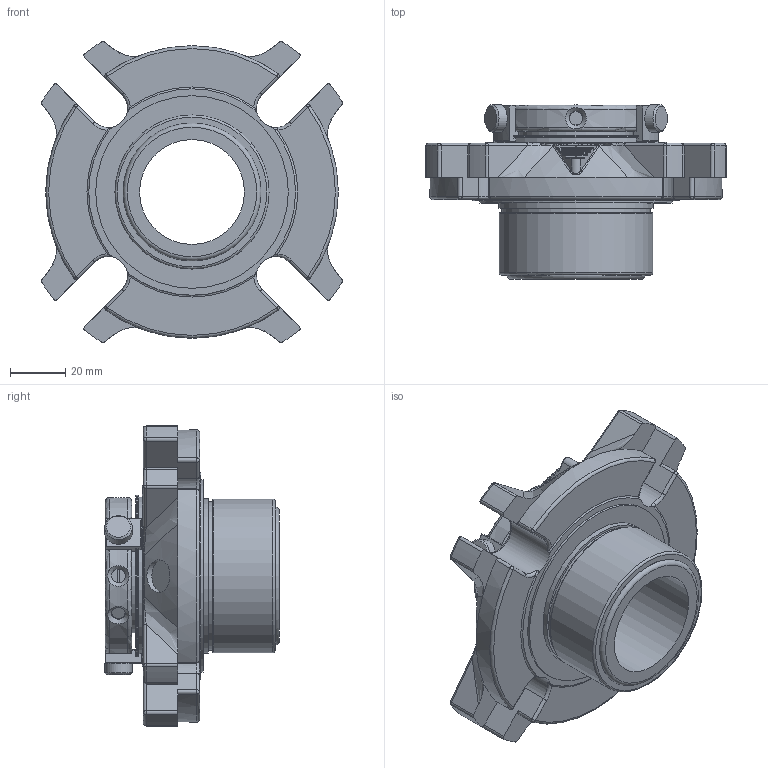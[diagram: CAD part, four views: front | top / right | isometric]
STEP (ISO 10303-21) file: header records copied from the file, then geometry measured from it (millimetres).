
FILE_DESCRIPTION(/* description */ ('Unknown'),/* implementation_level */ '2;1');
FILE_NAME(/* name */ '38mm',/* time_stamp */ '2023-02-20T12:36:18+00:00',/* author */ ('Unknown'),/* organization */ ('Unknown'),/* preprocessor_version */ 'ST-DEVELOPER v16.7',/* originating_system */ 'Solid Edge',/* authorisation */ 'Unknown');
FILE_SCHEMA (('AUTOMOTIVE_DESIGN {1 0 10303 214 3 1 1}'));
Length unit declared in the file: millimetre
Products named in the file (1): 38mm
Bounding box: 108.99 x 63.28 x 108.99 mm (x, y, z)
Volume: 194970.6 mm3; surface area: 47383.4 mm2
Topology: 1 solids, 1 shells, 537 faces, 1366 edges, 828 vertices
Faces by surface type: cylinder 212, plane 147, torus 68, bspline 45, sphere 40, cone 25
Full cylindrical faces by diameter (mm): 3.012 x1, 4.995 x5, 5.994 x3, 9.99 x3, 11.811 x3, 38 x1, 41.208 x2, 43.314 x1, 49.988 x1, 53.972 x1, 55.773 x1, 55.824 x1, 57.175 x1, 58.649 x1, 69.78 x1
Entity records: 19900 total; most frequent: CARTESIAN_POINT 4030, DIRECTION 2591, ORIENTED_EDGE 2456, EDGE_CURVE 1228, AXIS2_PLACEMENT_3D 1063, VERTEX_POINT 773, EDGE_LOOP 625, FACE_BOUND 625
